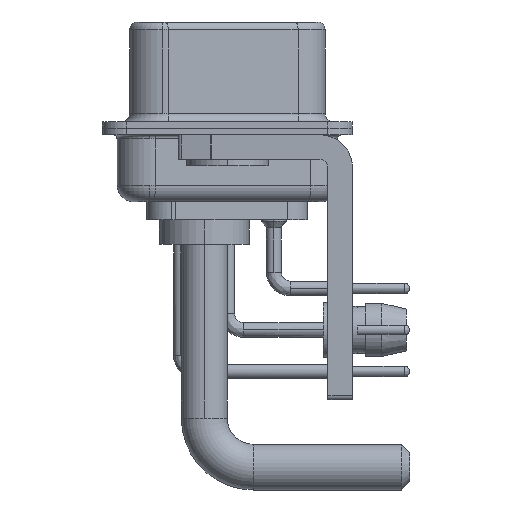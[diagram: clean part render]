
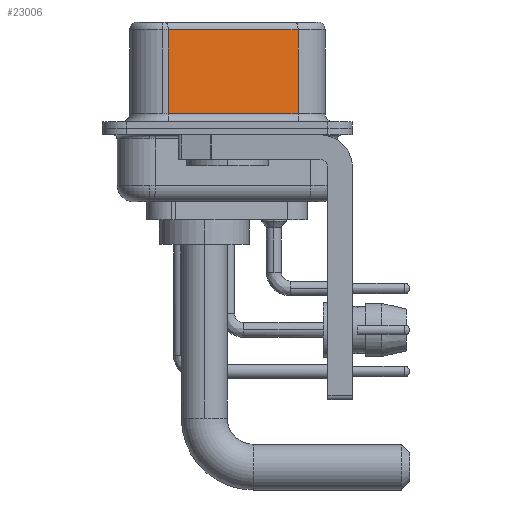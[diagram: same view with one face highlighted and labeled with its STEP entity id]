
A CAD part, left-side view. The second image highlights one B-rep face of the part: STEP entity #23006.
In plain terms, the highlighted planar face has unit normal (-0.985, -0.174, 0).
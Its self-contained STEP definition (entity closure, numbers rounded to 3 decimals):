
#98 = LINE ( 'NONE', #11392, #7235 ) ;
#272 = EDGE_CURVE ( 'NONE', #32203, #7389, #17186, .T. ) ;
#721 = EDGE_CURVE ( 'NONE', #32203, #30125, #98, .T. ) ;
#2187 = DIRECTION ( 'NONE',  ( 0.174, -0.985, 0. ) ) ;
#2239 = CARTESIAN_POINT ( 'NONE',  ( 5.132, -4.322, 6.52 ) ) ;
#2830 = LINE ( 'NONE', #28383, #32522 ) ;
#2893 = EDGE_CURVE ( 'NONE', #7389, #32538, #2830, .T. ) ;
#7235 = VECTOR ( 'NONE', #31942, 1000. ) ;
#7389 = VERTEX_POINT ( 'NONE', #8236 ) ;
#8236 = CARTESIAN_POINT ( 'NONE',  ( 3.73, 3.628, 6.02 ) ) ;
#8459 = AXIS2_PLACEMENT_3D ( 'NONE', #2239, #24829, #13701 ) ;
#9219 = DIRECTION ( 'NONE',  ( -0.174, 0.985, 0. ) ) ;
#9955 = ORIENTED_EDGE ( 'NONE', *, *, #2893, .T. ) ;
#11380 = VECTOR ( 'NONE', #9219, 1000. ) ;
#11392 = CARTESIAN_POINT ( 'NONE',  ( 5.132, -4.322, 6.52 ) ) ;
#12656 = CARTESIAN_POINT ( 'NONE',  ( 5.132, -4.322, 0.9 ) ) ;
#13701 = DIRECTION ( 'NONE',  ( -0.174, 0.985, 0. ) ) ;
#14804 = EDGE_CURVE ( 'NONE', #32538, #30125, #19222, .T. ) ;
#15161 = CARTESIAN_POINT ( 'NONE',  ( 5.132, -4.322, 6.02 ) ) ;
#15327 = ORIENTED_EDGE ( 'NONE', *, *, #14804, .T. ) ;
#17186 = LINE ( 'NONE', #17548, #11380 ) ;
#17548 = CARTESIAN_POINT ( 'NONE',  ( 5.132, -4.322, 6.02 ) ) ;
#18814 = CARTESIAN_POINT ( 'NONE',  ( 3.73, 3.628, 0.9 ) ) ;
#19222 = LINE ( 'NONE', #27914, #36613 ) ;
#23006 = ADVANCED_FACE ( 'NONE', ( #33721 ), #36123, .F. ) ;
#23515 = ORIENTED_EDGE ( 'NONE', *, *, #272, .T. ) ;
#24824 = ORIENTED_EDGE ( 'NONE', *, *, #721, .F. ) ;
#24829 = DIRECTION ( 'NONE',  ( 0.985, 0.174, 0. ) ) ;
#25805 = DIRECTION ( 'NONE',  ( 0., 0., -1. ) ) ;
#27914 = CARTESIAN_POINT ( 'NONE',  ( 5.132, -4.322, 0.9 ) ) ;
#28383 = CARTESIAN_POINT ( 'NONE',  ( 3.73, 3.628, 6.52 ) ) ;
#30125 = VERTEX_POINT ( 'NONE', #12656 ) ;
#31942 = DIRECTION ( 'NONE',  ( 0., 0., -1. ) ) ;
#32203 = VERTEX_POINT ( 'NONE', #15161 ) ;
#32522 = VECTOR ( 'NONE', #25805, 1000. ) ;
#32538 = VERTEX_POINT ( 'NONE', #18814 ) ;
#33253 = EDGE_LOOP ( 'NONE', ( #24824, #23515, #9955, #15327 ) ) ;
#33721 = FACE_OUTER_BOUND ( 'NONE', #33253, .T. ) ;
#36123 = PLANE ( 'NONE',  #8459 ) ;
#36613 = VECTOR ( 'NONE', #2187, 1000. ) ;
